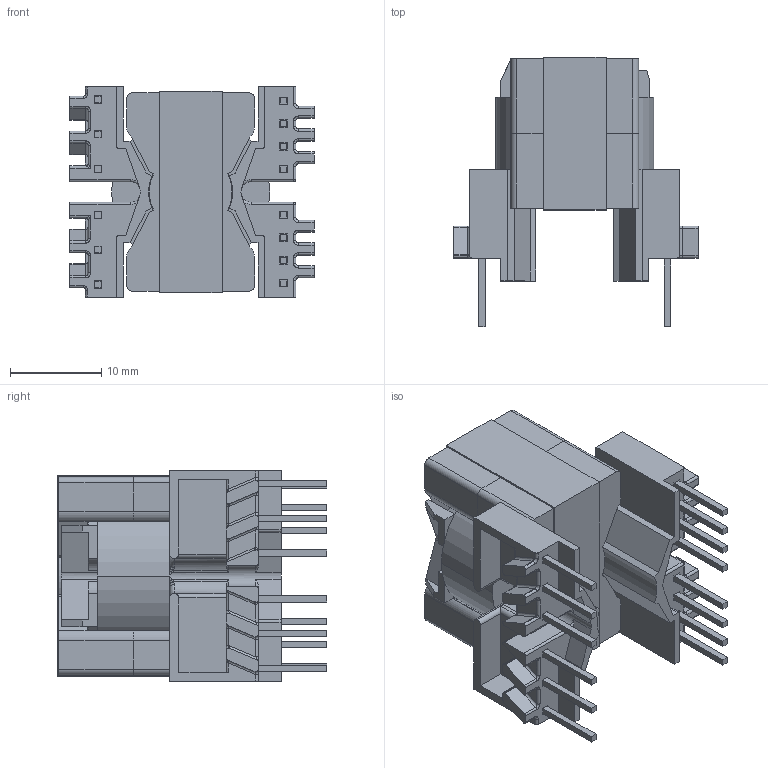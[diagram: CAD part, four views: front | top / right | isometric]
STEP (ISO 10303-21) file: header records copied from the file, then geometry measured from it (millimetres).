
FILE_DESCRIPTION (( 'STEP AP214' ), '1' );
FILE_NAME ('PQ2016_6905.STEP', '2020-04-07T20:53:15', ( '' ), ( '' ), 'SwSTEP 2.0', 'SolidWorks 2017', '' );
FILE_SCHEMA (( 'AUTOMOTIVE_DESIGN' ));
Length unit declared in the file: millimetre
Products named in the file (5): 440-8029-0240; 070-5674_coil; PQ2016_6905; 070-6905_6A; 150-0240_6G
Assembly tree (5 placements, depth 2):
  PQ2016_6905
    150-0240_6G  x2
    440-8029-0240
    070-6905_6A
    070-5674_coil
Bounding box: 26.72 x 29.48 x 23.01 mm (x, y, z)
Volume: 6417 mm3; surface area: 8707.8 mm2
Topology: 5 solids, 5 shells, 667 faces, 1749 edges, 1108 vertices
Faces by surface type: plane 407, cylinder 184, torus 38, bspline 34, sphere 4
Entity records: 20183 total; most frequent: CARTESIAN_POINT 4032, ORIENTED_EDGE 3218, DIRECTION 3121, EDGE_CURVE 1609, VECTOR 1143, LINE 1143, VERTEX_POINT 1024, AXIS2_PLACEMENT_3D 989
